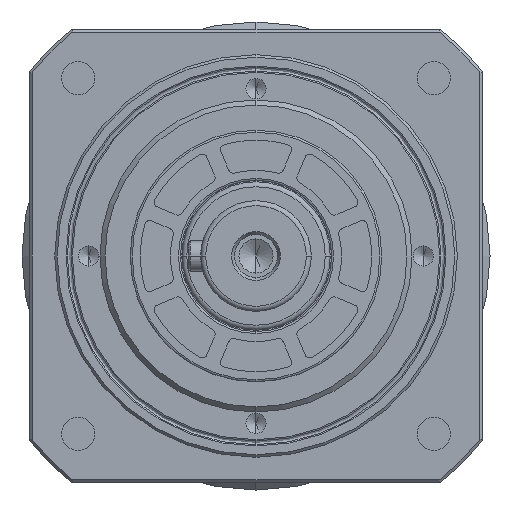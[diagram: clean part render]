
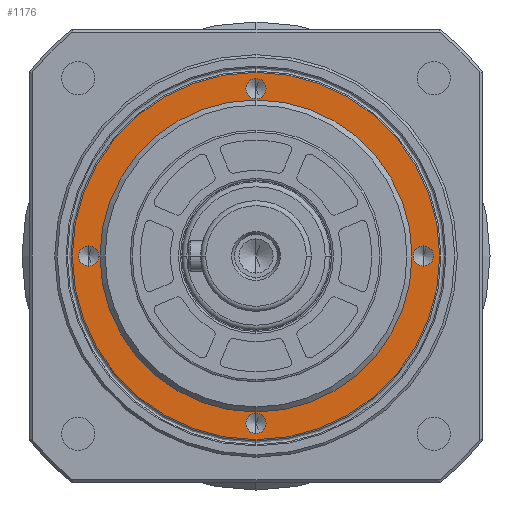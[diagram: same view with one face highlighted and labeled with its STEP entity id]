
A CAD part, left-side view. The second image highlights one B-rep face of the part: STEP entity #1176.
In plain terms, the highlighted planar face has unit normal (-1, 0, 0).
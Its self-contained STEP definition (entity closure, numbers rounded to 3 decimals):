
#46 = AXIS2_PLACEMENT_3D ( 'NONE', #18540, #8418, #20212 ) ;
#75 = CARTESIAN_POINT ( 'NONE',  ( 1., 0., -33.25 ) ) ;
#477 = VERTEX_POINT ( 'NONE', #19042 ) ;
#661 = ORIENTED_EDGE ( 'NONE', *, *, #17259, .T. ) ;
#735 = AXIS2_PLACEMENT_3D ( 'NONE', #3357, #15154, #5059 ) ;
#1176 = ADVANCED_FACE ( 'NONE', ( #17156, #4231, #5292, #12648, #8172, #3695 ), #6148, .T. ) ;
#1227 = CARTESIAN_POINT ( 'NONE',  ( 1., -33.25, 2. ) ) ;
#1230 = DIRECTION ( 'NONE',  ( -1., 0., 0. ) ) ;
#1388 = CARTESIAN_POINT ( 'NONE',  ( 1., 0., -31.25 ) ) ;
#1645 = CARTESIAN_POINT ( 'NONE',  ( 1., 0., 0. ) ) ;
#1774 = DIRECTION ( 'NONE',  ( 0., 0., 1. ) ) ;
#2091 = ORIENTED_EDGE ( 'NONE', *, *, #9854, .F. ) ;
#2214 = VERTEX_POINT ( 'NONE', #18324 ) ;
#2364 = AXIS2_PLACEMENT_3D ( 'NONE', #17927, #7811, #19611 ) ;
#2683 = EDGE_LOOP ( 'NONE', ( #6497, #12841 ) ) ;
#2690 = EDGE_CURVE ( 'NONE', #15219, #7379, #16309, .T. ) ;
#2795 = CARTESIAN_POINT ( 'NONE',  ( 1., 0., 31.25 ) ) ;
#3088 = DIRECTION ( 'NONE',  ( -1., 0., 0. ) ) ;
#3102 = CIRCLE ( 'NONE', #735, 2. ) ;
#3344 = DIRECTION ( 'NONE',  ( 0., 0., -1. ) ) ;
#3357 = CARTESIAN_POINT ( 'NONE',  ( 1., -33.25, 0. ) ) ;
#3522 = ORIENTED_EDGE ( 'NONE', *, *, #8651, .F. ) ;
#3542 = DIRECTION ( 'NONE',  ( -1., 0., 0. ) ) ;
#3695 = FACE_BOUND ( 'NONE', #15560, .T. ) ;
#4072 = CARTESIAN_POINT ( 'NONE',  ( 1., 0., -36.5 ) ) ;
#4164 = VERTEX_POINT ( 'NONE', #8479 ) ;
#4208 = EDGE_CURVE ( 'NONE', #7379, #15219, #8494, .T. ) ;
#4231 = FACE_BOUND ( 'NONE', #2683, .T. ) ;
#4645 = CARTESIAN_POINT ( 'NONE',  ( 1., 0., 0. ) ) ;
#4678 = CIRCLE ( 'NONE', #46, 2. ) ;
#4929 = VERTEX_POINT ( 'NONE', #20680 ) ;
#5059 = DIRECTION ( 'NONE',  ( 0., 0., 1. ) ) ;
#5270 = CARTESIAN_POINT ( 'NONE',  ( 1., 0., 31. ) ) ;
#5292 = FACE_BOUND ( 'NONE', #10133, .T. ) ;
#5433 = CIRCLE ( 'NONE', #14914, 2. ) ;
#5479 = DIRECTION ( 'NONE',  ( -1., 0., 0. ) ) ;
#5798 = AXIS2_PLACEMENT_3D ( 'NONE', #1645, #13436, #3344 ) ;
#5913 = EDGE_CURVE ( 'NONE', #10594, #13032, #8423, .T. ) ;
#5937 = EDGE_LOOP ( 'NONE', ( #2091, #11675 ) ) ;
#6148 = PLANE ( 'NONE',  #9384 ) ;
#6184 = EDGE_CURVE ( 'NONE', #2214, #17544, #18179, .T. ) ;
#6235 = CARTESIAN_POINT ( 'NONE',  ( 1., -33.25, -2. ) ) ;
#6245 = CIRCLE ( 'NONE', #14328, 36.5 ) ;
#6351 = DIRECTION ( 'NONE',  ( 0., 0., -1. ) ) ;
#6497 = ORIENTED_EDGE ( 'NONE', *, *, #4208, .F. ) ;
#6762 = EDGE_LOOP ( 'NONE', ( #8545, #19211 ) ) ;
#7302 = CARTESIAN_POINT ( 'NONE',  ( 1., 33.25, 0. ) ) ;
#7379 = VERTEX_POINT ( 'NONE', #17369 ) ;
#7480 = CIRCLE ( 'NONE', #9301, 31. ) ;
#7715 = AXIS2_PLACEMENT_3D ( 'NONE', #75, #11876, #1774 ) ;
#7811 = DIRECTION ( 'NONE',  ( -1., 0., 0. ) ) ;
#7929 = VERTEX_POINT ( 'NONE', #1388 ) ;
#8172 = FACE_OUTER_BOUND ( 'NONE', #21110, .T. ) ;
#8418 = DIRECTION ( 'NONE',  ( -1., 0., 0. ) ) ;
#8423 = CIRCLE ( 'NONE', #8620, 2. ) ;
#8430 = ORIENTED_EDGE ( 'NONE', *, *, #16816, .T. ) ;
#8479 = CARTESIAN_POINT ( 'NONE',  ( 1., 0., -35.25 ) ) ;
#8494 = CIRCLE ( 'NONE', #13829, 2. ) ;
#8545 = ORIENTED_EDGE ( 'NONE', *, *, #19638, .F. ) ;
#8620 = AXIS2_PLACEMENT_3D ( 'NONE', #9960, #21779, #11680 ) ;
#8626 = ORIENTED_EDGE ( 'NONE', *, *, #19901, .T. ) ;
#8651 = EDGE_CURVE ( 'NONE', #13032, #10594, #3102, .T. ) ;
#8763 = VERTEX_POINT ( 'NONE', #5270 ) ;
#9007 = DIRECTION ( 'NONE',  ( 0., 0., 1. ) ) ;
#9301 = AXIS2_PLACEMENT_3D ( 'NONE', #4645, #16461, #6351 ) ;
#9384 = AXIS2_PLACEMENT_3D ( 'NONE', #21312, #14564, #16326 ) ;
#9854 = EDGE_CURVE ( 'NONE', #7929, #4164, #5433, .T. ) ;
#9960 = CARTESIAN_POINT ( 'NONE',  ( 1., -33.25, 0. ) ) ;
#9966 = VERTEX_POINT ( 'NONE', #4072 ) ;
#10029 = CIRCLE ( 'NONE', #21194, 36.5 ) ;
#10133 = EDGE_LOOP ( 'NONE', ( #13208, #3522 ) ) ;
#10452 = AXIS2_PLACEMENT_3D ( 'NONE', #7302, #19113, #9007 ) ;
#10594 = VERTEX_POINT ( 'NONE', #1227 ) ;
#11337 = CARTESIAN_POINT ( 'NONE',  ( 1., 0., 0. ) ) ;
#11675 = ORIENTED_EDGE ( 'NONE', *, *, #12080, .F. ) ;
#11680 = DIRECTION ( 'NONE',  ( 0., 0., 1. ) ) ;
#11876 = DIRECTION ( 'NONE',  ( -1., 0., 0. ) ) ;
#12080 = EDGE_CURVE ( 'NONE', #4164, #7929, #18053, .T. ) ;
#12648 = FACE_BOUND ( 'NONE', #5937, .T. ) ;
#12841 = ORIENTED_EDGE ( 'NONE', *, *, #2690, .F. ) ;
#13032 = VERTEX_POINT ( 'NONE', #6235 ) ;
#13033 = DIRECTION ( 'NONE',  ( 0., 0., 1. ) ) ;
#13195 = CARTESIAN_POINT ( 'NONE',  ( 1., 0., 0. ) ) ;
#13208 = ORIENTED_EDGE ( 'NONE', *, *, #5913, .F. ) ;
#13436 = DIRECTION ( 'NONE',  ( 1., 0., 0. ) ) ;
#13633 = CARTESIAN_POINT ( 'NONE',  ( 1., 0., 33.25 ) ) ;
#13829 = AXIS2_PLACEMENT_3D ( 'NONE', #13633, #3542, #15346 ) ;
#14328 = AXIS2_PLACEMENT_3D ( 'NONE', #11337, #1230, #13033 ) ;
#14564 = DIRECTION ( 'NONE',  ( -1., 0., 0. ) ) ;
#14902 = DIRECTION ( 'NONE',  ( 0., 0., 1. ) ) ;
#14914 = AXIS2_PLACEMENT_3D ( 'NONE', #15583, #5479, #17280 ) ;
#15154 = DIRECTION ( 'NONE',  ( -1., 0., 0. ) ) ;
#15219 = VERTEX_POINT ( 'NONE', #2795 ) ;
#15346 = DIRECTION ( 'NONE',  ( 0., 0., 1. ) ) ;
#15560 = EDGE_LOOP ( 'NONE', ( #8626, #8430 ) ) ;
#15583 = CARTESIAN_POINT ( 'NONE',  ( 1., 0., -33.25 ) ) ;
#15619 = CARTESIAN_POINT ( 'NONE',  ( 1., 33.25, 2. ) ) ;
#16309 = CIRCLE ( 'NONE', #2364, 2. ) ;
#16326 = DIRECTION ( 'NONE',  ( 0., 0., 1. ) ) ;
#16461 = DIRECTION ( 'NONE',  ( 1., 0., 0. ) ) ;
#16816 = EDGE_CURVE ( 'NONE', #8763, #477, #20357, .T. ) ;
#17156 = FACE_BOUND ( 'NONE', #6762, .T. ) ;
#17259 = EDGE_CURVE ( 'NONE', #9966, #4929, #10029, .T. ) ;
#17280 = DIRECTION ( 'NONE',  ( 0., 0., 1. ) ) ;
#17369 = CARTESIAN_POINT ( 'NONE',  ( 1., 0., 35.25 ) ) ;
#17544 = VERTEX_POINT ( 'NONE', #15619 ) ;
#17927 = CARTESIAN_POINT ( 'NONE',  ( 1., 0., 33.25 ) ) ;
#18053 = CIRCLE ( 'NONE', #7715, 2. ) ;
#18179 = CIRCLE ( 'NONE', #10452, 2. ) ;
#18324 = CARTESIAN_POINT ( 'NONE',  ( 1., 33.25, -2. ) ) ;
#18540 = CARTESIAN_POINT ( 'NONE',  ( 1., 33.25, 0. ) ) ;
#19042 = CARTESIAN_POINT ( 'NONE',  ( 1., 0., -31. ) ) ;
#19113 = DIRECTION ( 'NONE',  ( -1., 0., 0. ) ) ;
#19211 = ORIENTED_EDGE ( 'NONE', *, *, #6184, .F. ) ;
#19611 = DIRECTION ( 'NONE',  ( 0., 0., 1. ) ) ;
#19638 = EDGE_CURVE ( 'NONE', #17544, #2214, #4678, .T. ) ;
#19901 = EDGE_CURVE ( 'NONE', #477, #8763, #7480, .T. ) ;
#20074 = EDGE_CURVE ( 'NONE', #4929, #9966, #6245, .T. ) ;
#20212 = DIRECTION ( 'NONE',  ( 0., 0., 1. ) ) ;
#20357 = CIRCLE ( 'NONE', #5798, 31. ) ;
#20680 = CARTESIAN_POINT ( 'NONE',  ( 1., 0., 36.5 ) ) ;
#21110 = EDGE_LOOP ( 'NONE', ( #661, #21393 ) ) ;
#21194 = AXIS2_PLACEMENT_3D ( 'NONE', #13195, #3088, #14902 ) ;
#21312 = CARTESIAN_POINT ( 'NONE',  ( 1., 31., 0. ) ) ;
#21393 = ORIENTED_EDGE ( 'NONE', *, *, #20074, .T. ) ;
#21779 = DIRECTION ( 'NONE',  ( -1., 0., 0. ) ) ;
